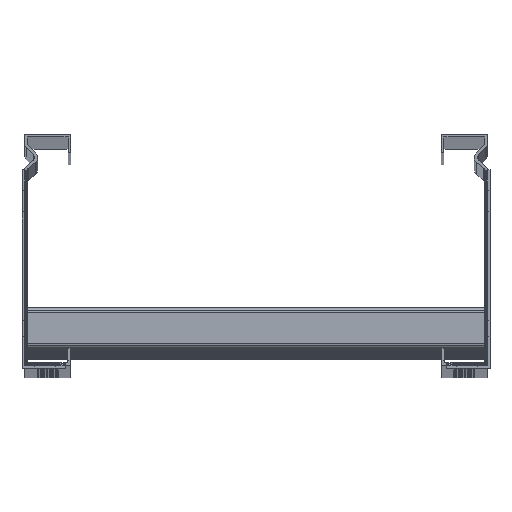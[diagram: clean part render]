
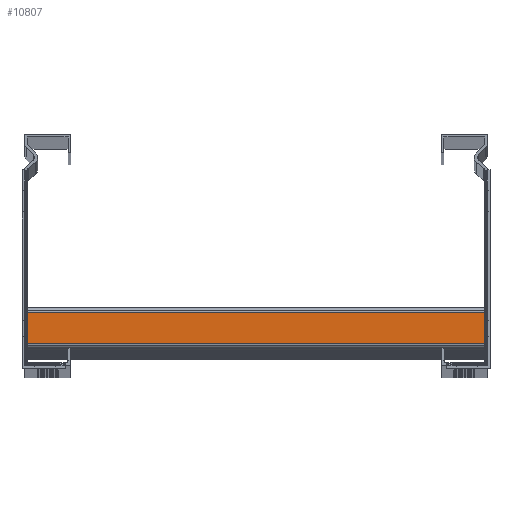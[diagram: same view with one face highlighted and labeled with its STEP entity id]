
A CAD part, top view. The second image highlights one B-rep face of the part: STEP entity #10807.
In plain terms, the highlighted face is planar.
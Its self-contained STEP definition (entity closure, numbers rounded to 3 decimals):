
#4 = CARTESIAN_POINT ( 'NONE',  ( 18., 2.5, -99. ) ) ;
#46 = VECTOR ( 'NONE', #2002, 1000. ) ;
#628 = DIRECTION ( 'NONE',  ( 0., 0., -1. ) ) ;
#758 = CARTESIAN_POINT ( 'NONE',  ( 18., 15.5, 99. ) ) ;
#1493 = EDGE_CURVE ( 'NONE', #13433, #14261, #8567, .T. ) ;
#1720 = EDGE_CURVE ( 'NONE', #12265, #13331, #11056, .T. ) ;
#2002 = DIRECTION ( 'NONE',  ( 0., 0., -1. ) ) ;
#2132 = DIRECTION ( 'NONE',  ( 0., 0., -1. ) ) ;
#2332 = VECTOR ( 'NONE', #8399, 1000. ) ;
#2537 = ORIENTED_EDGE ( 'NONE', *, *, #19512, .F. ) ;
#2987 = CARTESIAN_POINT ( 'NONE',  ( 18., 18., 99. ) ) ;
#3214 = EDGE_CURVE ( 'NONE', #14261, #13331, #16788, .T. ) ;
#3471 = CARTESIAN_POINT ( 'NONE',  ( 18., 18., -99. ) ) ;
#5651 = ORIENTED_EDGE ( 'NONE', *, *, #1493, .T. ) ;
#5794 = EDGE_LOOP ( 'NONE', ( #7042, #2537, #5651, #15156 ) ) ;
#6333 = VECTOR ( 'NONE', #628, 1000. ) ;
#6864 = CARTESIAN_POINT ( 'NONE',  ( 18., 18., 99. ) ) ;
#7042 = ORIENTED_EDGE ( 'NONE', *, *, #1720, .F. ) ;
#8399 = DIRECTION ( 'NONE',  ( 0., -1., 0. ) ) ;
#8469 = CARTESIAN_POINT ( 'NONE',  ( 18., 15.5, 99. ) ) ;
#8567 = LINE ( 'NONE', #2987, #10330 ) ;
#8721 = CARTESIAN_POINT ( 'NONE',  ( 18., 2.5, 99. ) ) ;
#10330 = VECTOR ( 'NONE', #14154, 1000. ) ;
#10577 = LINE ( 'NONE', #758, #6333 ) ;
#10807 = ADVANCED_FACE ( 'NONE', ( #18902 ), #16660, .T. ) ;
#11056 = LINE ( 'NONE', #3471, #2332 ) ;
#11556 = CARTESIAN_POINT ( 'NONE',  ( 18., 2.5, 99. ) ) ;
#11764 = AXIS2_PLACEMENT_3D ( 'NONE', #6864, #19747, #2132 ) ;
#12265 = VERTEX_POINT ( 'NONE', #15109 ) ;
#13331 = VERTEX_POINT ( 'NONE', #4 ) ;
#13433 = VERTEX_POINT ( 'NONE', #8469 ) ;
#14154 = DIRECTION ( 'NONE',  ( 0., -1., 0. ) ) ;
#14261 = VERTEX_POINT ( 'NONE', #8721 ) ;
#15109 = CARTESIAN_POINT ( 'NONE',  ( 18., 15.5, -99. ) ) ;
#15156 = ORIENTED_EDGE ( 'NONE', *, *, #3214, .T. ) ;
#16660 = PLANE ( 'NONE',  #11764 ) ;
#16788 = LINE ( 'NONE', #11556, #46 ) ;
#18902 = FACE_OUTER_BOUND ( 'NONE', #5794, .T. ) ;
#19512 = EDGE_CURVE ( 'NONE', #13433, #12265, #10577, .T. ) ;
#19747 = DIRECTION ( 'NONE',  ( 1., 0., 0. ) ) ;
